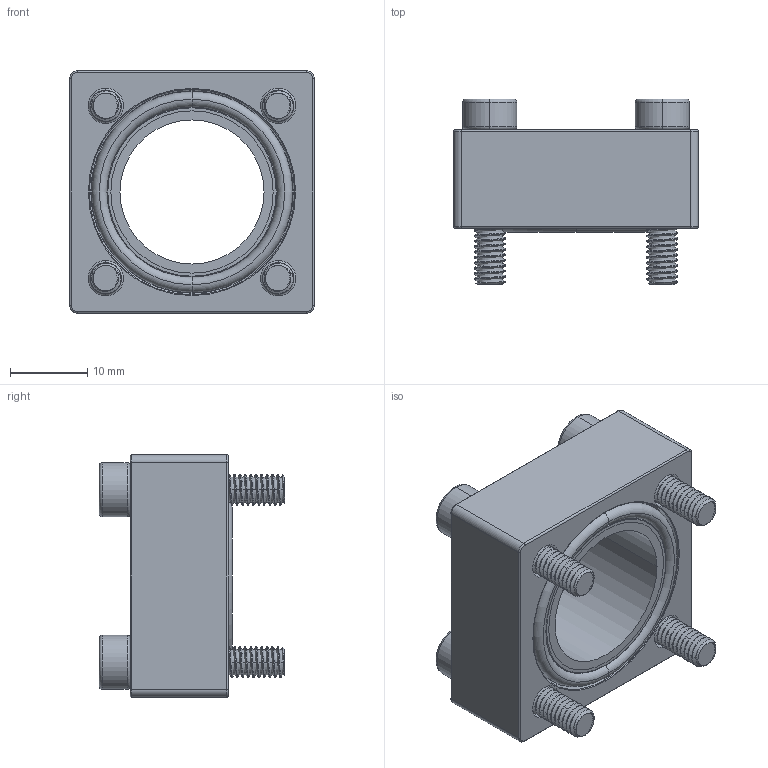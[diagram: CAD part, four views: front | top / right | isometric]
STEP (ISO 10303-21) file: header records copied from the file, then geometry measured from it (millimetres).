
FILE_DESCRIPTION((''),'2;1');
FILE_NAME('401-00156-ASM_ASM','2016-02-15T',('rnennstiel'),('vacuvane vacuum technology gmbh'),'CREO PARAMETRIC BY PTC INC, 2015290','CREO PARAMETRIC BY PTC INC, 2015290','');
FILE_SCHEMA(('CONFIG_CONTROL_DESIGN'));
Length unit declared in the file: millimetre
Products named in the file (4): 401-00179; 000-00486; MD-000620; 401-00156-ASM_ASM
Assembly tree (6 placements, depth 2):
  401-00156-ASM_ASM
    401-00179
    000-00486
    MD-000620  x4
Bounding box: 31.65 x 24 x 31.35 mm (x, y, z)
Volume: 9560.4 mm3; surface area: 9072.4 mm2
Topology: 6 solids, 11 shells, 456 faces, 1200 edges, 760 vertices
Faces by surface type: cylinder 260, plane 76, bspline 56, torus 44, cone 20
Entity records: 12667 total; most frequent: CARTESIAN_POINT 8830, ORIENTED_EDGE 804, DIRECTION 731, EDGE_CURVE 406, AXIS2_PLACEMENT_3D 292, VERTEX_POINT 253, EDGE_LOOP 177, FACE_OUTER_BOUND 162
